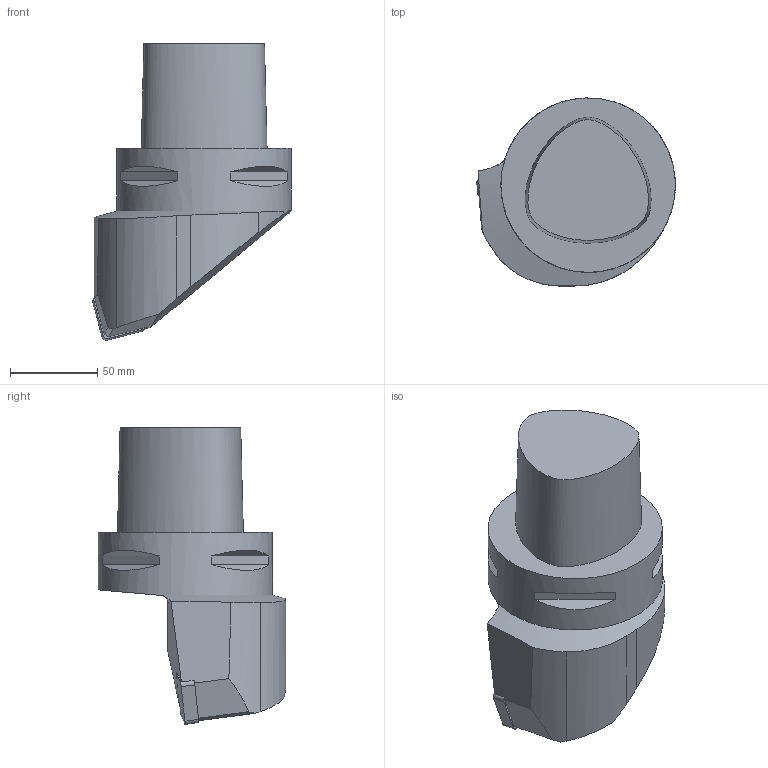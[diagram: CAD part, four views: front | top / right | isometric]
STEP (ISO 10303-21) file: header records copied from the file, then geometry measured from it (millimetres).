
FILE_DESCRIPTION(/* description */ (''),/* implementation_level */ '2;1');
FILE_NAME(/* name */ 'C10-PSRNR-58110-25.stp',/* time_stamp */ '2018-02-15T16:18:50+06:00',/* author */ (''),/* organization */ (''),/* preprocessor_version */ 'ST-DEVELOPER v16',/* originating_system */ 'SIEMENS PLM Software NX 11.0',/* authorisation */ '');
FILE_SCHEMA (('AUTOMOTIVE_DESIGN { 1 0 10303 214 3 1 1 1 }'));
Length unit declared in the file: millimetre
Products named in the file (1): C10-PSRNR-58110-25
Bounding box: 113.79 x 107.71 x 169.99 mm (x, y, z)
Volume: 766569.1 mm3; surface area: 66180.2 mm2
Topology: 3 solids, 3 shells, 47 faces, 111 edges, 74 vertices
Faces by surface type: plane 34, cylinder 11, cone 1, bspline 1
Full cylindrical faces by diameter (mm): 100 x1
Entity records: 4059 total; most frequent: CARTESIAN_POINT 2906, DIRECTION 230, ORIENTED_EDGE 216, EDGE_CURVE 108, AXIS2_PLACEMENT_3D 84, VERTEX_POINT 73, LINE 62, VECTOR 62
